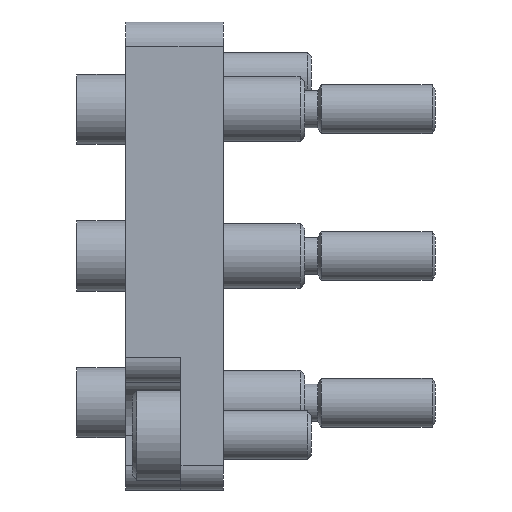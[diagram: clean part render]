
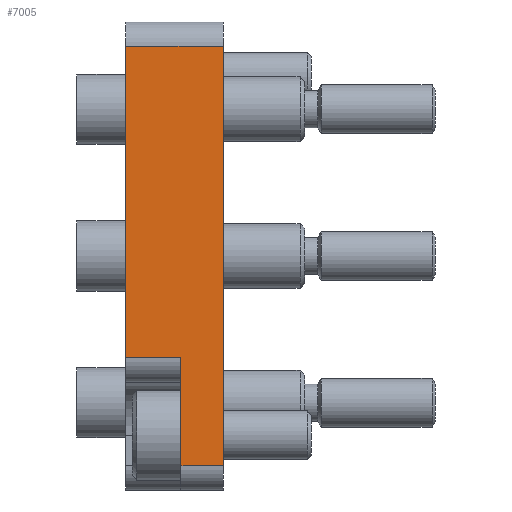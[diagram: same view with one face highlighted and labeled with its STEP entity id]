
A CAD part, left-side view. The second image highlights one B-rep face of the part: STEP entity #7005.
In plain terms, the highlighted planar face has unit normal (-1, 0, 0).
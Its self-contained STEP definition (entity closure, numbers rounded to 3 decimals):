
#112 = VERTEX_POINT ( 'NONE', #10616 ) ;
#1320 = LINE ( 'NONE', #1405, #8600 ) ;
#1405 = CARTESIAN_POINT ( 'NONE',  ( -30., 0., -12.85 ) ) ;
#2505 = CARTESIAN_POINT ( 'NONE',  ( -30., 6., 12.85 ) ) ;
#2574 = ORIENTED_EDGE ( 'NONE', *, *, #5038, .T. ) ;
#2592 = AXIS2_PLACEMENT_3D ( 'NONE', #10373, #6334, #15713 ) ;
#2687 = LINE ( 'NONE', #4074, #9017 ) ;
#2873 = VERTEX_POINT ( 'NONE', #13957 ) ;
#3352 = PLANE ( 'NONE',  #2592 ) ;
#3614 = VECTOR ( 'NONE', #8861, 1000. ) ;
#3863 = ORIENTED_EDGE ( 'NONE', *, *, #6549, .T. ) ;
#3996 = EDGE_CURVE ( 'NONE', #9196, #11892, #14595, .T. ) ;
#4061 = ORIENTED_EDGE ( 'NONE', *, *, #3996, .F. ) ;
#4074 = CARTESIAN_POINT ( 'NONE',  ( -30., 6., 14.35 ) ) ;
#4146 = LINE ( 'NONE', #2505, #7016 ) ;
#5038 = EDGE_CURVE ( 'NONE', #9196, #112, #1320, .T. ) ;
#6241 = FACE_OUTER_BOUND ( 'NONE', #10830, .T. ) ;
#6334 = DIRECTION ( 'NONE',  ( 1., 0., 0. ) ) ;
#6443 = CARTESIAN_POINT ( 'NONE',  ( -30., 2.6, -6.25 ) ) ;
#6549 = EDGE_CURVE ( 'NONE', #2873, #10361, #2687, .T. ) ;
#7005 = ADVANCED_FACE ( 'NONE', ( #6241 ), #3352, .F. ) ;
#7016 = VECTOR ( 'NONE', #16253, 1000. ) ;
#7151 = LINE ( 'NONE', #13678, #14717 ) ;
#7656 = DIRECTION ( 'NONE',  ( 0., 0., 1. ) ) ;
#7940 = EDGE_CURVE ( 'NONE', #12855, #2873, #4146, .T. ) ;
#8555 = VECTOR ( 'NONE', #7656, 1000. ) ;
#8600 = VECTOR ( 'NONE', #9400, 1000. ) ;
#8861 = DIRECTION ( 'NONE',  ( 0., 0., -1. ) ) ;
#9017 = VECTOR ( 'NONE', #13487, 1000. ) ;
#9196 = VERTEX_POINT ( 'NONE', #16161 ) ;
#9400 = DIRECTION ( 'NONE',  ( 0., -1., 0. ) ) ;
#10077 = ORIENTED_EDGE ( 'NONE', *, *, #10310, .F. ) ;
#10310 = EDGE_CURVE ( 'NONE', #12855, #112, #13179, .T. ) ;
#10361 = VERTEX_POINT ( 'NONE', #15793 ) ;
#10373 = CARTESIAN_POINT ( 'NONE',  ( -30., 6., 14.35 ) ) ;
#10616 = CARTESIAN_POINT ( 'NONE',  ( -30., 0., -12.85 ) ) ;
#10830 = EDGE_LOOP ( 'NONE', ( #3863, #13247, #4061, #2574, #10077, #12541 ) ) ;
#11892 = VERTEX_POINT ( 'NONE', #6443 ) ;
#12039 = CARTESIAN_POINT ( 'NONE',  ( -30., 0., 12.85 ) ) ;
#12541 = ORIENTED_EDGE ( 'NONE', *, *, #7940, .T. ) ;
#12703 = DIRECTION ( 'NONE',  ( 0., -1., 0. ) ) ;
#12855 = VERTEX_POINT ( 'NONE', #12039 ) ;
#13179 = LINE ( 'NONE', #15520, #3614 ) ;
#13247 = ORIENTED_EDGE ( 'NONE', *, *, #17357, .T. ) ;
#13487 = DIRECTION ( 'NONE',  ( 0., 0., -1. ) ) ;
#13678 = CARTESIAN_POINT ( 'NONE',  ( -30., 6., -6.25 ) ) ;
#13957 = CARTESIAN_POINT ( 'NONE',  ( -30., 6., 12.85 ) ) ;
#14595 = LINE ( 'NONE', #14681, #8555 ) ;
#14681 = CARTESIAN_POINT ( 'NONE',  ( -30., 2.6, -7.75 ) ) ;
#14717 = VECTOR ( 'NONE', #12703, 1000. ) ;
#15520 = CARTESIAN_POINT ( 'NONE',  ( -30., 0., 14.35 ) ) ;
#15713 = DIRECTION ( 'NONE',  ( 0., 1., 0. ) ) ;
#15793 = CARTESIAN_POINT ( 'NONE',  ( -30., 6., -6.25 ) ) ;
#16161 = CARTESIAN_POINT ( 'NONE',  ( -30., 2.6, -12.85 ) ) ;
#16253 = DIRECTION ( 'NONE',  ( 0., 1., 0. ) ) ;
#17357 = EDGE_CURVE ( 'NONE', #10361, #11892, #7151, .T. ) ;
